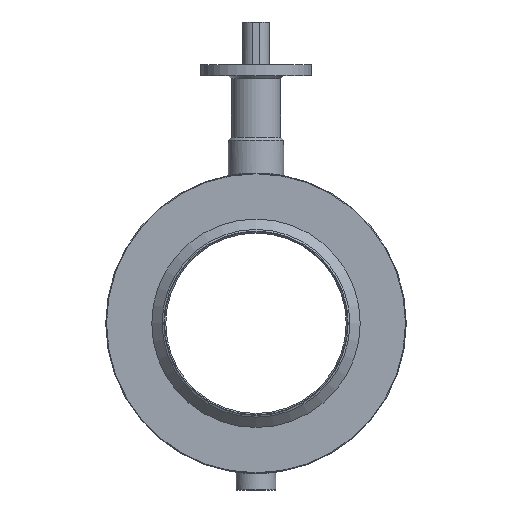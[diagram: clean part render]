
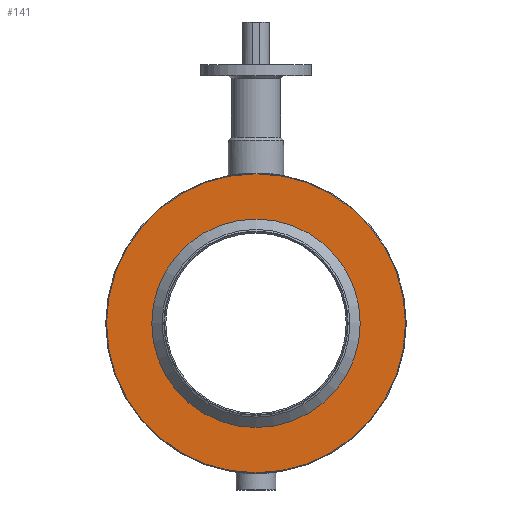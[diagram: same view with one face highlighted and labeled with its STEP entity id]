
A CAD part, left-side view. The second image highlights one B-rep face of the part: STEP entity #141.
In plain terms, the highlighted planar face has unit normal (-1, 0, 0).
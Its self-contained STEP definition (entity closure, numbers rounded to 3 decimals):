
#141 = ADVANCED_FACE( '', ( #324, #325 ), #326, .F. );
#324 = FACE_BOUND( '', #540, .T. );
#325 = FACE_OUTER_BOUND( '', #541, .T. );
#326 = PLANE( '', #542 );
#540 = EDGE_LOOP( '', ( #837 ) );
#541 = EDGE_LOOP( '', ( #838 ) );
#542 = AXIS2_PLACEMENT_3D( '', #839, #840, #841 );
#837 = ORIENTED_EDGE( '', *, *, #1016, .T. );
#838 = ORIENTED_EDGE( '', *, *, #1020, .T. );
#839 = CARTESIAN_POINT( '', ( -357.5, 0., 406.5 ) );
#840 = DIRECTION( '', ( 1., 0., 0. ) );
#841 = DIRECTION( '', ( 0., 0., -1. ) );
#1016 = EDGE_CURVE( '', #1169, #1169, #1170, .T. );
#1020 = EDGE_CURVE( '', #1176, #1176, #1177, .F. );
#1169 = VERTEX_POINT( '', #1388 );
#1170 = CIRCLE( '', #1389, 282. );
#1176 = VERTEX_POINT( '', #1395 );
#1177 = CIRCLE( '', #1396, 404.5 );
#1388 = CARTESIAN_POINT( '', ( -357.5, 0., -282. ) );
#1389 = AXIS2_PLACEMENT_3D( '', #1838, #1839, #1840 );
#1395 = CARTESIAN_POINT( '', ( -357.5, 0., -404.5 ) );
#1396 = AXIS2_PLACEMENT_3D( '', #1847, #1848, #1849 );
#1838 = CARTESIAN_POINT( '', ( -357.5, 0., 0. ) );
#1839 = DIRECTION( '', ( 1., 0., 0. ) );
#1840 = DIRECTION( '', ( 0., 0., -1. ) );
#1847 = CARTESIAN_POINT( '', ( -357.5, 0., 0. ) );
#1848 = DIRECTION( '', ( 1., 0., 0. ) );
#1849 = DIRECTION( '', ( 0., 0., -1. ) );
